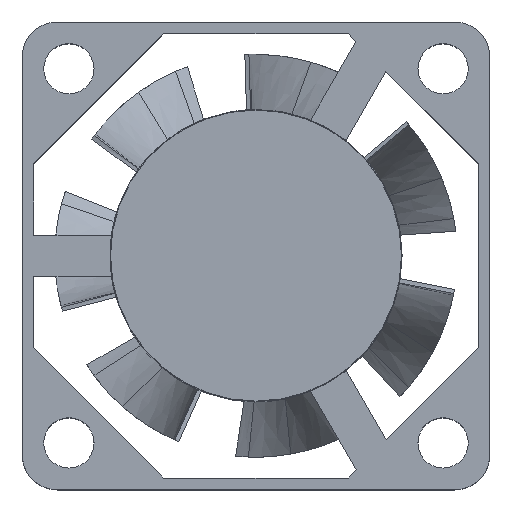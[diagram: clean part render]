
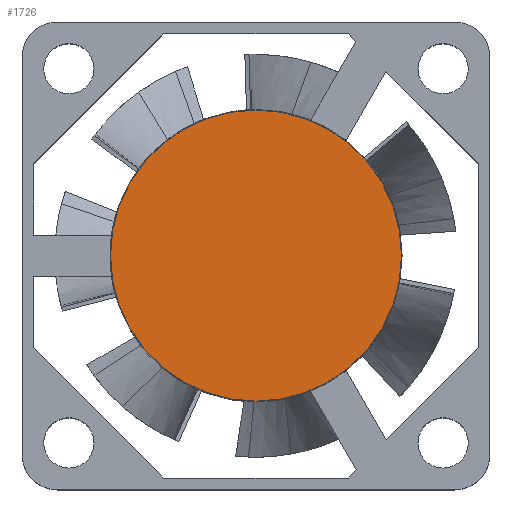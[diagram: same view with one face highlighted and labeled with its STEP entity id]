
A CAD part, top view. The second image highlights one B-rep face of the part: STEP entity #1726.
In plain terms, the highlighted planar face has unit normal (0, 0, 1).
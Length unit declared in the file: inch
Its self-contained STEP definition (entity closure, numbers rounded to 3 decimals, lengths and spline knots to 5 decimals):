
#514 = VERTEX_POINT ( 'NONE', #8547 ) ;
#983 = EDGE_CURVE ( 'NONE', #514, #3194, #6880, .T. ) ;
#1408 = CIRCLE ( 'NONE', #8629, 0.49 ) ;
#1415 = ORIENTED_EDGE ( 'NONE', *, *, #3521, .F. ) ;
#1715 = ORIENTED_EDGE ( 'NONE', *, *, #983, .F. ) ;
#1726 = ADVANCED_FACE ( 'NONE', ( #2879 ), #6311, .F. ) ;
#1831 = CARTESIAN_POINT ( 'NONE',  ( -0.49, 0.00079, 0. ) ) ;
#2202 = DIRECTION ( 'NONE',  ( 0., 0., -1. ) ) ;
#2879 = FACE_OUTER_BOUND ( 'NONE', #6210, .T. ) ;
#2966 = DIRECTION ( 'NONE',  ( -1., 0., 0. ) ) ;
#3013 = CARTESIAN_POINT ( 'NONE',  ( 0., 0., 0. ) ) ;
#3194 = VERTEX_POINT ( 'NONE', #1831 ) ;
#3521 = EDGE_CURVE ( 'NONE', #3194, #514, #1408, .T. ) ;
#3558 = CARTESIAN_POINT ( 'NONE',  ( 0., 0.00079, 0. ) ) ;
#3600 = DIRECTION ( 'NONE',  ( 0., 0., -1. ) ) ;
#3605 = DIRECTION ( 'NONE',  ( 0., 0., -1. ) ) ;
#4133 = AXIS2_PLACEMENT_3D ( 'NONE', #3013, #2202, #7625 ) ;
#5672 = CARTESIAN_POINT ( 'NONE',  ( 0., 0.00079, 0. ) ) ;
#5723 = AXIS2_PLACEMENT_3D ( 'NONE', #3558, #3605, #7038 ) ;
#6210 = EDGE_LOOP ( 'NONE', ( #1715, #1415 ) ) ;
#6311 = PLANE ( 'NONE',  #4133 ) ;
#6880 = CIRCLE ( 'NONE', #5723, 0.49 ) ;
#7038 = DIRECTION ( 'NONE',  ( -1., 0., 0. ) ) ;
#7625 = DIRECTION ( 'NONE',  ( -1., 0., 0. ) ) ;
#8547 = CARTESIAN_POINT ( 'NONE',  ( 0.49, 0.00079, 0. ) ) ;
#8629 = AXIS2_PLACEMENT_3D ( 'NONE', #5672, #3600, #2966 ) ;
